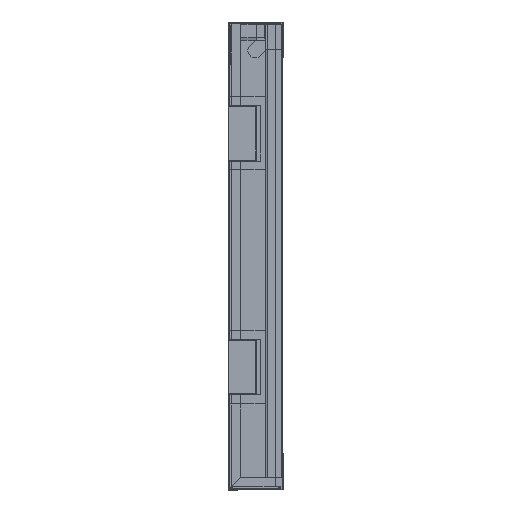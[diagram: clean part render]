
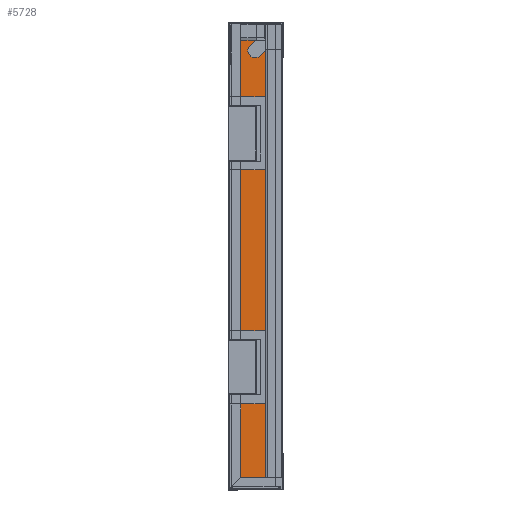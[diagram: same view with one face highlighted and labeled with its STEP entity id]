
A CAD part, left-side view. The second image highlights one B-rep face of the part: STEP entity #5728.
In plain terms, the highlighted face is planar.
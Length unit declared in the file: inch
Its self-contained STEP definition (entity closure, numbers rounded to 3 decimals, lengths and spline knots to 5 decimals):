
#131 = ORIENTED_EDGE ( 'NONE', *, *, #4277, .T. ) ;
#439 = ORIENTED_EDGE ( 'NONE', *, *, #13446, .T. ) ;
#441 = VECTOR ( 'NONE', #2259, 39.37008 ) ;
#515 = EDGE_CURVE ( 'NONE', #9463, #6267, #6750, .T. ) ;
#585 = LINE ( 'NONE', #4862, #617 ) ;
#617 = VECTOR ( 'NONE', #12512, 39.37008 ) ;
#1038 = VECTOR ( 'NONE', #8205, 39.37008 ) ;
#1108 = ORIENTED_EDGE ( 'NONE', *, *, #12948, .T. ) ;
#1185 = EDGE_CURVE ( 'NONE', #8883, #2173, #13570, .T. ) ;
#1400 = VERTEX_POINT ( 'NONE', #8033 ) ;
#1802 = ORIENTED_EDGE ( 'NONE', *, *, #515, .T. ) ;
#1808 = LINE ( 'NONE', #12471, #8008 ) ;
#1868 = ORIENTED_EDGE ( 'NONE', *, *, #1185, .T. ) ;
#1882 = EDGE_CURVE ( 'NONE', #9706, #1400, #8943, .T. ) ;
#1900 = DIRECTION ( 'NONE',  ( 1., 0., 0. ) ) ;
#2055 = VECTOR ( 'NONE', #2541, 39.37008 ) ;
#2102 = LINE ( 'NONE', #7497, #8405 ) ;
#2173 = VERTEX_POINT ( 'NONE', #2453 ) ;
#2259 = DIRECTION ( 'NONE',  ( 0., 0., -1. ) ) ;
#2453 = CARTESIAN_POINT ( 'NONE',  ( 1.5, 0.23438, 15.90625 ) ) ;
#2484 = ORIENTED_EDGE ( 'NONE', *, *, #8109, .T. ) ;
#2541 = DIRECTION ( 'NONE',  ( 1., 0., 0. ) ) ;
#2668 = DIRECTION ( 'NONE',  ( 0., -1., 0. ) ) ;
#2940 = VERTEX_POINT ( 'NONE', #7290 ) ;
#3208 = CARTESIAN_POINT ( 'NONE',  ( -1.5, 0.23438, -15.90625 ) ) ;
#3387 = EDGE_CURVE ( 'NONE', #6267, #9706, #1808, .T. ) ;
#3444 = CARTESIAN_POINT ( 'NONE',  ( -0.5, 0.23438, 10.28125 ) ) ;
#3652 = LINE ( 'NONE', #9994, #441 ) ;
#3766 = ORIENTED_EDGE ( 'NONE', *, *, #4716, .T. ) ;
#3945 = CARTESIAN_POINT ( 'NONE',  ( -1.5, 0.23438, 15.90625 ) ) ;
#4012 = VERTEX_POINT ( 'NONE', #10645 ) ;
#4099 = ORIENTED_EDGE ( 'NONE', *, *, #8587, .T. ) ;
#4277 = EDGE_CURVE ( 'NONE', #11392, #8883, #585, .T. ) ;
#4549 = CARTESIAN_POINT ( 'NONE',  ( 0., 0.23438, 0. ) ) ;
#4575 = CARTESIAN_POINT ( 'NONE',  ( 1.5, 0.23438, -15.90625 ) ) ;
#4614 = ORIENTED_EDGE ( 'NONE', *, *, #6181, .T. ) ;
#4716 = EDGE_CURVE ( 'NONE', #9975, #12757, #4960, .T. ) ;
#4830 = DIRECTION ( 'NONE',  ( 0., 0., -1. ) ) ;
#4862 = CARTESIAN_POINT ( 'NONE',  ( -1.5, 0.23438, 15.90625 ) ) ;
#4894 = CARTESIAN_POINT ( 'NONE',  ( -1.5, 0.23438, -15.90625 ) ) ;
#4914 = CARTESIAN_POINT ( 'NONE',  ( -0.5, 0.23438, -5.78125 ) ) ;
#4960 = LINE ( 'NONE', #8203, #7328 ) ;
#4969 = LINE ( 'NONE', #12820, #9643 ) ;
#5106 = LINE ( 'NONE', #13521, #1038 ) ;
#5403 = VERTEX_POINT ( 'NONE', #4914 ) ;
#5650 = VECTOR ( 'NONE', #6270, 39.37008 ) ;
#5695 = VECTOR ( 'NONE', #11059, 39.37008 ) ;
#5728 = ADVANCED_FACE ( 'NONE', ( #8994 ), #12290, .F. ) ;
#5875 = EDGE_CURVE ( 'NONE', #2173, #9463, #5106, .T. ) ;
#5926 = VECTOR ( 'NONE', #10162, 39.37008 ) ;
#6181 = EDGE_CURVE ( 'NONE', #2940, #5403, #11289, .T. ) ;
#6267 = VERTEX_POINT ( 'NONE', #10440 ) ;
#6270 = DIRECTION ( 'NONE',  ( 1., 0., 0. ) ) ;
#6299 = DIRECTION ( 'NONE',  ( -1., 0., 0. ) ) ;
#6664 = AXIS2_PLACEMENT_3D ( 'NONE', #4549, #2668, #4830 ) ;
#6750 = LINE ( 'NONE', #3444, #5695 ) ;
#7055 = CARTESIAN_POINT ( 'NONE',  ( -0.5, 0.23438, -5.78125 ) ) ;
#7290 = CARTESIAN_POINT ( 'NONE',  ( 1.5, 0.23438, -5.78125 ) ) ;
#7328 = VECTOR ( 'NONE', #8706, 39.37008 ) ;
#7497 = CARTESIAN_POINT ( 'NONE',  ( -0.5, 0.23438, -9.59375 ) ) ;
#7726 = VECTOR ( 'NONE', #6299, 39.37008 ) ;
#7879 = CARTESIAN_POINT ( 'NONE',  ( -0.5, 0.23438, 6.46875 ) ) ;
#8008 = VECTOR ( 'NONE', #10386, 39.37008 ) ;
#8033 = CARTESIAN_POINT ( 'NONE',  ( 1.5, 0.23438, 6.46875 ) ) ;
#8109 = EDGE_CURVE ( 'NONE', #5403, #4012, #3652, .T. ) ;
#8203 = CARTESIAN_POINT ( 'NONE',  ( 1.5, 0.23438, 15.90625 ) ) ;
#8205 = DIRECTION ( 'NONE',  ( 0., 0., -1. ) ) ;
#8239 = CARTESIAN_POINT ( 'NONE',  ( 1.5, 0.23438, 10.28125 ) ) ;
#8282 = EDGE_LOOP ( 'NONE', ( #9839, #1802, #9320, #10722, #4099, #4614, #2484, #1108, #3766, #439, #131, #1868 ) ) ;
#8352 = LINE ( 'NONE', #3208, #7726 ) ;
#8357 = CARTESIAN_POINT ( 'NONE',  ( 1.5, 0.23438, -9.59375 ) ) ;
#8405 = VECTOR ( 'NONE', #1900, 39.37008 ) ;
#8479 = DIRECTION ( 'NONE',  ( 0., 0., -1. ) ) ;
#8587 = EDGE_CURVE ( 'NONE', #1400, #2940, #4969, .T. ) ;
#8706 = DIRECTION ( 'NONE',  ( 0., 0., -1. ) ) ;
#8883 = VERTEX_POINT ( 'NONE', #9239 ) ;
#8942 = CARTESIAN_POINT ( 'NONE',  ( -0.5, 0.23438, 6.46875 ) ) ;
#8943 = LINE ( 'NONE', #7879, #2055 ) ;
#8994 = FACE_OUTER_BOUND ( 'NONE', #8282, .T. ) ;
#9239 = CARTESIAN_POINT ( 'NONE',  ( -1.5, 0.23438, 15.90625 ) ) ;
#9320 = ORIENTED_EDGE ( 'NONE', *, *, #3387, .T. ) ;
#9463 = VERTEX_POINT ( 'NONE', #8239 ) ;
#9643 = VECTOR ( 'NONE', #8479, 39.37008 ) ;
#9706 = VERTEX_POINT ( 'NONE', #8942 ) ;
#9839 = ORIENTED_EDGE ( 'NONE', *, *, #5875, .T. ) ;
#9975 = VERTEX_POINT ( 'NONE', #8357 ) ;
#9994 = CARTESIAN_POINT ( 'NONE',  ( -0.5, 0.23438, -5.78125 ) ) ;
#10162 = DIRECTION ( 'NONE',  ( -1., 0., 0. ) ) ;
#10386 = DIRECTION ( 'NONE',  ( 0., 0., -1. ) ) ;
#10440 = CARTESIAN_POINT ( 'NONE',  ( -0.5, 0.23438, 10.28125 ) ) ;
#10645 = CARTESIAN_POINT ( 'NONE',  ( -0.5, 0.23438, -9.59375 ) ) ;
#10722 = ORIENTED_EDGE ( 'NONE', *, *, #1882, .T. ) ;
#11059 = DIRECTION ( 'NONE',  ( -1., 0., 0. ) ) ;
#11289 = LINE ( 'NONE', #7055, #5926 ) ;
#11392 = VERTEX_POINT ( 'NONE', #4894 ) ;
#12290 = PLANE ( 'NONE',  #6664 ) ;
#12471 = CARTESIAN_POINT ( 'NONE',  ( -0.5, 0.23438, 6.46875 ) ) ;
#12512 = DIRECTION ( 'NONE',  ( 0., 0., 1. ) ) ;
#12757 = VERTEX_POINT ( 'NONE', #4575 ) ;
#12820 = CARTESIAN_POINT ( 'NONE',  ( 1.5, 0.23438, 15.90625 ) ) ;
#12948 = EDGE_CURVE ( 'NONE', #4012, #9975, #2102, .T. ) ;
#13446 = EDGE_CURVE ( 'NONE', #12757, #11392, #8352, .T. ) ;
#13521 = CARTESIAN_POINT ( 'NONE',  ( 1.5, 0.23438, 15.90625 ) ) ;
#13570 = LINE ( 'NONE', #3945, #5650 ) ;
